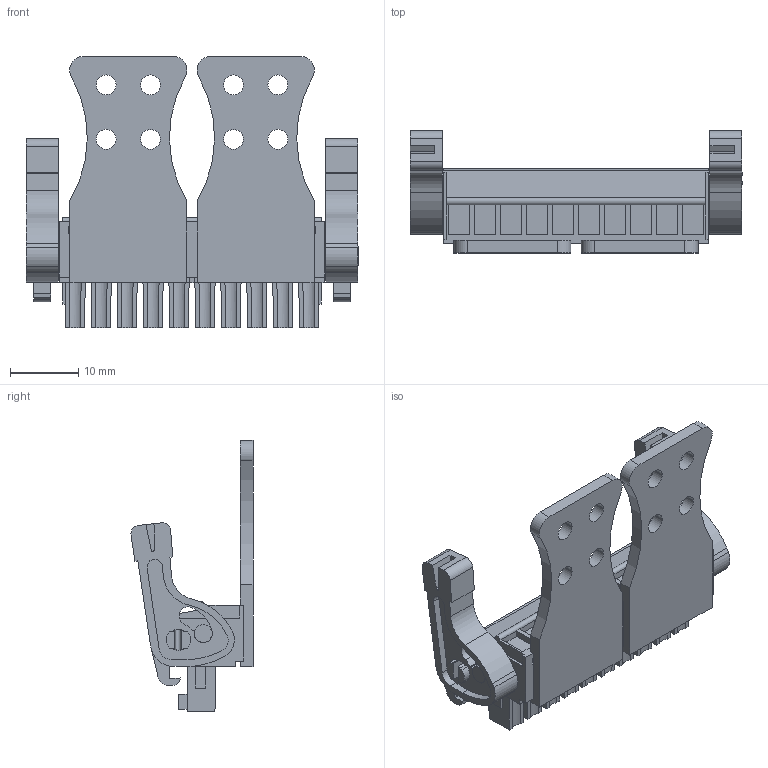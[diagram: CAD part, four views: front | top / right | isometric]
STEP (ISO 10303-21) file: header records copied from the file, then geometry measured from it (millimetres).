
FILE_DESCRIPTION(('CATIA V5R24 STEP','CAx-IF Rec.Pracs.--- Model Styling and Organization---1.2---2011-12-15'),'2;1');
FILE_NAME ('D1462190_0_2442240000_2442240000.stp','2017-10-04T13:58:52+00:00',('none'),('Weidmueller'),'CATIA Version 5-6 Release 2014 SP4 HF52','CATIA V5 STEP AP214','none');
FILE_SCHEMA(('AUTOMOTIVE_DESIGN { 1 0 10303 214 1 1 1 1 }'));
Length unit declared in the file: millimetre
Products named in the file (1): 2442240000
Bounding box: 48.69 x 17.9 x 39.75 mm (x, y, z)
Volume: 6739.9 mm3; surface area: 7809.2 mm2
Topology: 15 solids, 15 shells, 718 faces, 1884 edges, 1246 vertices
Faces by surface type: plane 527, cylinder 191
Entity records: 21144 total; most frequent: CARTESIAN_POINT 3769, ORIENTED_EDGE 3752, DIRECTION 2812, EDGE_CURVE 1876, VECTOR 1412, LINE 1412, VERTEX_POINT 1244, AXIS2_PLACEMENT_3D 914
